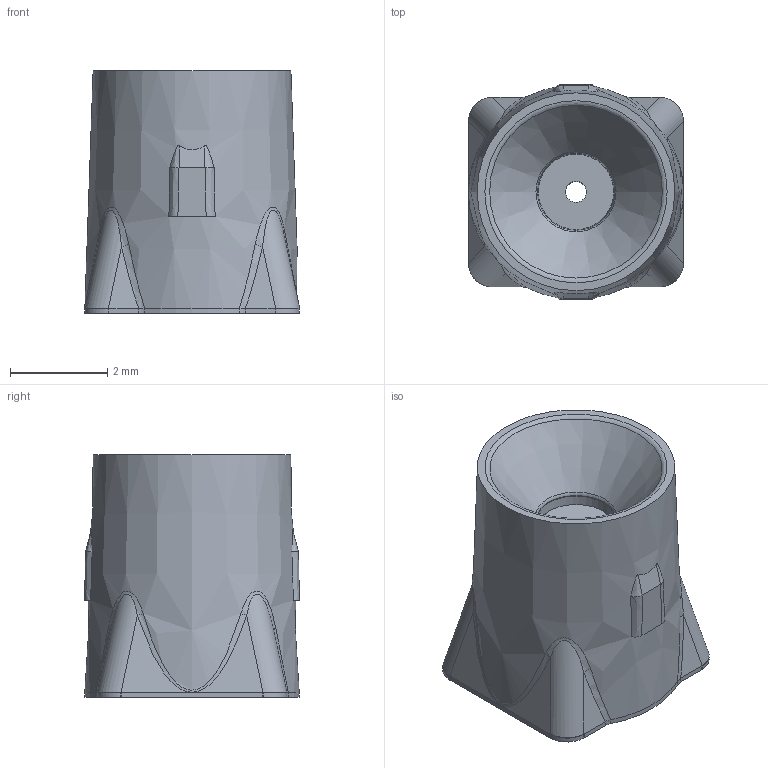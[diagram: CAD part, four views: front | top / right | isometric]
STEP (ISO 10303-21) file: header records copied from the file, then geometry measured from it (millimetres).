
FILE_DESCRIPTION(/* description */ ('','CAx-IF Rec.Pracs.---Representation and Presentation of Product Manufacturing Information (PMI)---4.0---2014-10-13'),/* implementation_level */ '2;1');
FILE_NAME(/* name */ 'Pipetting_Interface_012625.step',/* time_stamp */ '2025-01-26T19:22:03-05:00',/* author */ (''),/* organization */ (''),/* preprocessor_version */ 'ST-DEVELOPER v20',/* originating_system */ 'Autodesk Translation Framework v13.20.0.188',/* authorisation */ '');
FILE_SCHEMA (('AP242_MANAGED_MODEL_BASED_3D_ENGINEERING_MIM_LF { 1 0 10303 442 1 1 4 }'));
Length unit declared in the file: millimetre
Products named in the file (2): P044-0040 Validation Interface; P044-0041 Validation Housing
Assembly tree (1 placements, depth 2):
  P044-0040 Validation Interface
    P044-0041 Validation Housing
Bounding box: 4.42 x 4.42 x 5 mm (x, y, z)
Volume: 65.1 mm3; surface area: 110.8 mm2
Topology: 1 solids, 1 shells, 76 faces, 182 edges, 111 vertices
Faces by surface type: bspline 34, plane 25, cylinder 11, cone 4, torus 2
Full cylindrical faces by diameter (mm): 0.435 x1
Entity records: 2996 total; most frequent: CARTESIAN_POINT 1293, ORIENTED_EDGE 364, DIRECTION 321, EDGE_CURVE 182, AXIS2_PLACEMENT_3D 132, VERTEX_POINT 111, EDGE_LOOP 81, FACE_OUTER_BOUND 76
